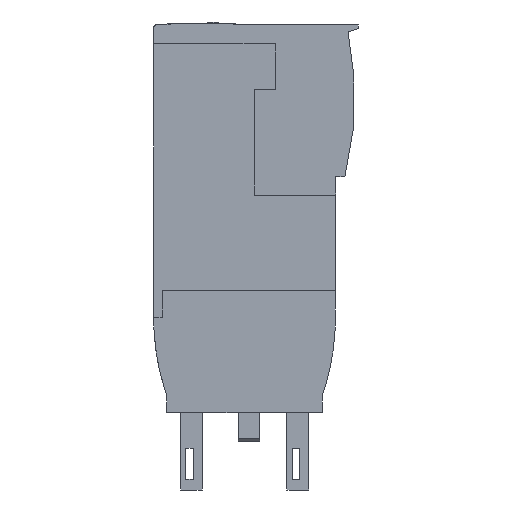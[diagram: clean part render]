
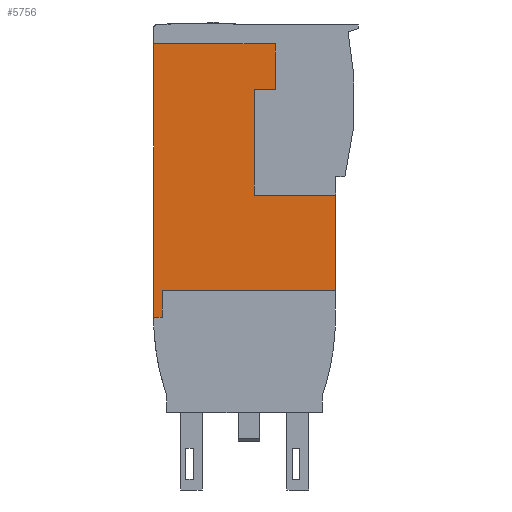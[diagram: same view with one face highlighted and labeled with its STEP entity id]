
A CAD part, left-side view. The second image highlights one B-rep face of the part: STEP entity #5756.
In plain terms, the highlighted planar face has unit normal (-1, 0, 0).
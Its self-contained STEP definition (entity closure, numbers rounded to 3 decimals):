
#5756=ADVANCED_FACE('',(#15150),#15151,.F.);
#5830=VERTEX_POINT('',#15241);
#5832=VERTEX_POINT('',#15243);
#5834=EDGE_CURVE('',#5830,#5832,#15245,.T.);
#5908=VERTEX_POINT('',#15319);
#5914=VERTEX_POINT('',#15325);
#5916=EDGE_CURVE('',#5908,#5914,#15327,.T.);
#7096=VERTEX_POINT('',#16507);
#7098=EDGE_CURVE('',#5830,#7096,#16509,.T.);
#7106=EDGE_CURVE('',#7096,#5914,#16517,.T.);
#7182=VERTEX_POINT('',#16593);
#7184=VERTEX_POINT('',#16595);
#7186=EDGE_CURVE('',#7182,#7184,#16597,.T.);
#7198=VERTEX_POINT('',#16609);
#7200=EDGE_CURVE('',#7184,#7198,#16611,.T.);
#7208=VERTEX_POINT('',#16619);
#7210=EDGE_CURVE('',#7198,#7208,#16621,.T.);
#7590=VERTEX_POINT('',#17001);
#7594=EDGE_CURVE('',#7590,#5908,#17005,.T.);
#12086=VERTEX_POINT('',#21497);
#12090=EDGE_CURVE('',#12086,#7590,#21501,.T.);
#12092=EDGE_CURVE('',#7208,#12086,#21503,.T.);
#12098=EDGE_CURVE('',#5832,#7182,#21509,.T.);
#15150=FACE_OUTER_BOUND('',#24604,.T.);
#15151=PLANE('',#24605);
#15241=CARTESIAN_POINT('',(0.01,19.8,56.0));
#15243=CARTESIAN_POINT('',(0.01,4.35,56.0));
#15245=LINE('',#24782,#24783);
#15319=CARTESIAN_POINT('',(0.01,15.8,84.7));
#15325=CARTESIAN_POINT('',(0.01,15.8,76.0));
#15327=LINE('',#24908,#24909);
#16507=CARTESIAN_POINT('',(0.01,19.8,76.0));
#16509=LINE('',#26740,#26741);
#16517=LINE('',#26754,#26755);
#16593=CARTESIAN_POINT('',(0.01,4.35,37.9));
#16595=CARTESIAN_POINT('',(0.01,37.25,37.9));
#16597=LINE('',#26880,#26881);
#16609=CARTESIAN_POINT('',(0.01,37.25,32.8));
#16611=LINE('',#26902,#26903);
#16619=CARTESIAN_POINT('',(0.01,38.85,32.8));
#16621=LINE('',#26918,#26919);
#17001=CARTESIAN_POINT('',(0.01,38.84,84.7));
#17005=LINE('',#27520,#27521);
#21497=CARTESIAN_POINT('',(0.01,38.85,84.7));
#21501=LINE('',#34545,#34546);
#21503=LINE('',#34549,#34550);
#21509=LINE('',#34561,#34562);
#24604=EDGE_LOOP('',(#42456,#42457,#42458,#42459,#42460,#42461,#42462,#42463,#42464,#42465,#42466));
#24605=AXIS2_PLACEMENT_3D('',#42467,#42468,#42469);
#24782=CARTESIAN_POINT('',(0.01,4.35,56.0));
#24783=VECTOR('',#42616,1.0);
#24908=CARTESIAN_POINT('',(0.01,15.8,56.0));
#24909=VECTOR('',#42638,1.0);
#26740=CARTESIAN_POINT('',(0.01,19.8,57.48));
#26741=VECTOR('',#43108,1.0);
#26754=CARTESIAN_POINT('',(0.01,21.393,76.0));
#26755=VECTOR('',#43111,1.0);
#26880=CARTESIAN_POINT('',(0.01,37.25,37.9));
#26881=VECTOR('',#43134,1.0);
#26902=CARTESIAN_POINT('',(0.01,37.25,32.85));
#26903=VECTOR('',#43138,1.0);
#26918=CARTESIAN_POINT('',(0.01,37.35,32.8));
#26919=VECTOR('',#43141,1.0);
#27520=CARTESIAN_POINT('',(0.01,15.8,84.7));
#27521=VECTOR('',#43290,1.0);
#34545=CARTESIAN_POINT('',(0.01,15.8,84.7));
#34546=VECTOR('',#45123,1.0);
#34549=CARTESIAN_POINT('',(0.01,38.85,32.85));
#34550=VECTOR('',#45124,1.0);
#34561=CARTESIAN_POINT('',(0.01,4.35,37.9));
#34562=VECTOR('',#45127,1.0);
#42456=ORIENTED_EDGE('',*,*,#7106,.T.);
#42457=ORIENTED_EDGE('',*,*,#5916,.F.);
#42458=ORIENTED_EDGE('',*,*,#7594,.F.);
#42459=ORIENTED_EDGE('',*,*,#12090,.F.);
#42460=ORIENTED_EDGE('',*,*,#12092,.F.);
#42461=ORIENTED_EDGE('',*,*,#7210,.F.);
#42462=ORIENTED_EDGE('',*,*,#7200,.F.);
#42463=ORIENTED_EDGE('',*,*,#7186,.F.);
#42464=ORIENTED_EDGE('',*,*,#12098,.F.);
#42465=ORIENTED_EDGE('',*,*,#5834,.F.);
#42466=ORIENTED_EDGE('',*,*,#7098,.T.);
#42467=CARTESIAN_POINT('',(0.01,22.987,58.96));
#42468=DIRECTION('',(1.0,0.0,0.0));
#42469=DIRECTION('',(0.0,0.0,-1.0));
#42616=DIRECTION('',(0.0,-1.0,0.0));
#42638=DIRECTION('',(0.0,0.0,-1.0));
#43108=DIRECTION('',(0.0,0.0,1.0));
#43111=DIRECTION('',(0.0,-1.0,0.0));
#43134=DIRECTION('',(0.0,1.0,0.0));
#43138=DIRECTION('',(0.0,0.0,-1.0));
#43141=DIRECTION('',(0.0,1.0,0.0));
#43290=DIRECTION('',(0.0,-1.0,0.0));
#45123=DIRECTION('',(0.0,-1.0,0.0));
#45124=DIRECTION('',(0.0,0.0,1.0));
#45127=DIRECTION('',(0.0,0.0,-1.0));
